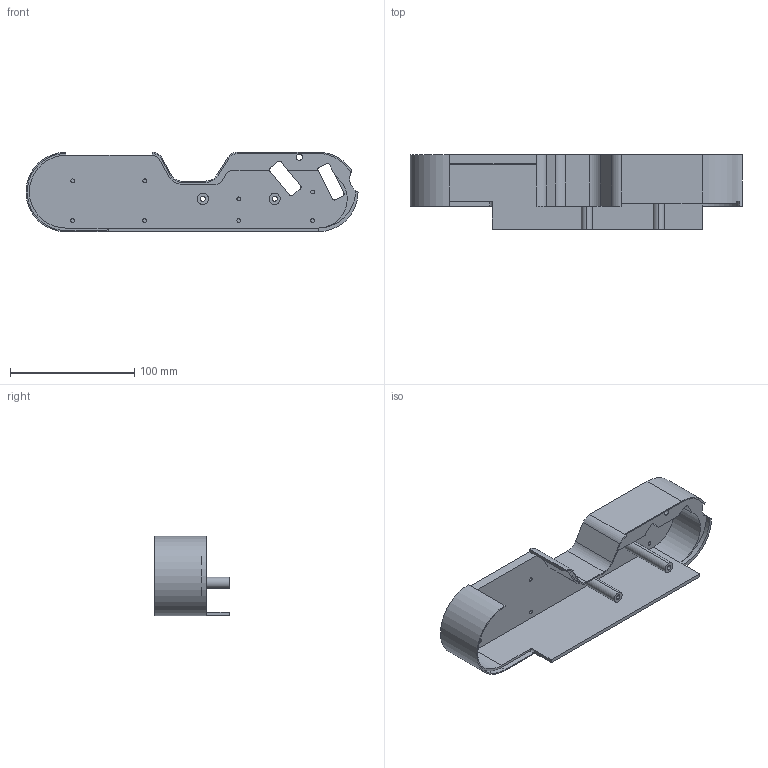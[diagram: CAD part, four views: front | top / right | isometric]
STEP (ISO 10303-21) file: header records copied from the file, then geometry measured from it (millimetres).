
FILE_DESCRIPTION (( 'STEP AP214' ), '1' );
FILE_NAME ('A80_Head_Block_Extend_V0.1.STEP', '2019-07-06T08:58:53', ( '' ), ( '' ), 'SwSTEP 2.0', 'SolidWorks 2010', '' );
FILE_SCHEMA (( 'AUTOMOTIVE_DESIGN' ));
Length unit declared in the file: millimetre
Products named in the file (1): A80_Head_Block_Extend_V0.1
Bounding box: 267 x 60 x 64 mm (x, y, z)
Volume: 206837.3 mm3; surface area: 83084.8 mm2
Topology: 1 solids, 1 shells, 122 faces, 318 edges, 206 vertices
Faces by surface type: cylinder 62, plane 52, cone 8
Entity records: 3825 total; most frequent: DIRECTION 697, CARTESIAN_POINT 647, ORIENTED_EDGE 636, EDGE_CURVE 318, AXIS2_PLACEMENT_3D 256, VERTEX_POINT 206, LINE 185, VECTOR 185
